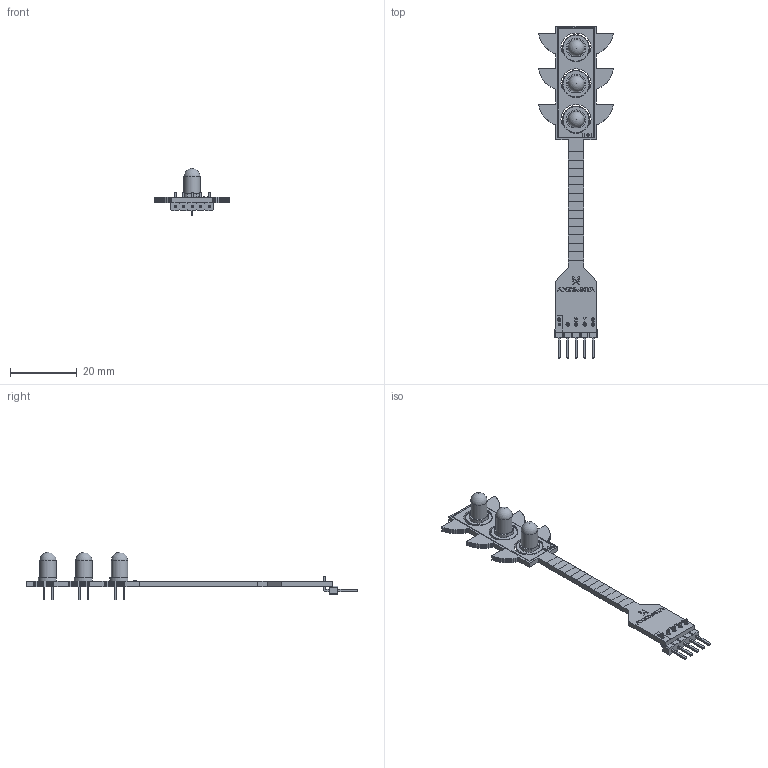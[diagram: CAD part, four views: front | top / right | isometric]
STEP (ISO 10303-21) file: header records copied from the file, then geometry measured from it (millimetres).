
FILE_DESCRIPTION(('KiCad electronic assembly'),'2;1');
FILE_NAME('STP_AXM0024.step','2025-07-08T15:59:29',('Pcbnew'),('Kicad'), 'Open CASCADE STEP processor 7.8','KiCad to STEP converter','Unknown' );
FILE_SCHEMA(('AUTOMOTIVE_DESIGN { 1 0 10303 214 1 1 1 1 }'));
Length unit declared in the file: millimetre
Products named in the file (6): STP_AXM0024 1; R_0402_1005Metric; LED_D5.0mm; PinHeader_1x05_P2.54mm_Horizontal; AX22_Traffic-Light_silkscreen; AX22_Traffic-Light_PCB
Assembly tree (9 placements, depth 2):
  STP_AXM0024 1
    R_0402_1005Metric  x3
    LED_D5.0mm  x3
    PinHeader_1x05_P2.54mm_Horizontal
    AX22_Traffic-Light_silkscreen
    AX22_Traffic-Light_PCB
Bounding box: 22.57 x 99.34 x 14.1 mm (x, y, z)
Volume: 1953.5 mm3; surface area: 3541.5 mm2
Topology: 8 solids, 75 shells, 606 faces, 2761 edges, 2254 vertices
Faces by surface type: plane 551, cylinder 52, sphere 3
Full cylindrical faces by diameter (mm): 0.9 x6, 1 x5, 4.9 x3
Entity records: 27373 total; most frequent: CARTESIAN_POINT 5206, DIRECTION 3826, ORIENTED_EDGE 3813, EDGE_CURVE 2554, LINE 2346, VECTOR 2346, VERTEX_POINT 2120, AXIS2_PLACEMENT_3D 740
